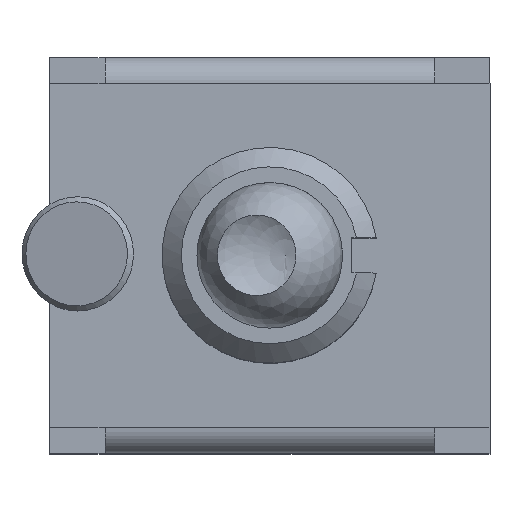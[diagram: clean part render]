
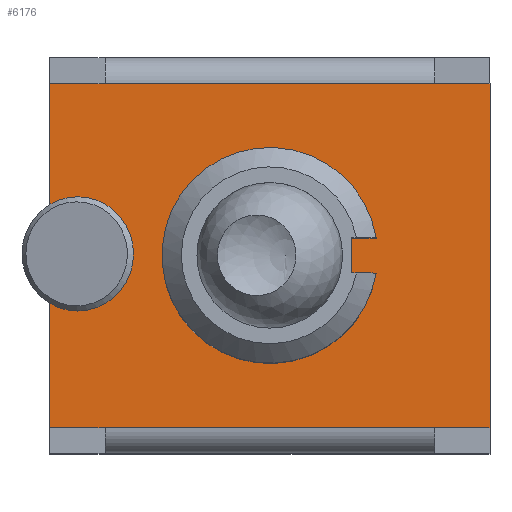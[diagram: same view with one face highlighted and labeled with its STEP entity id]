
A CAD part, top view. The second image highlights one B-rep face of the part: STEP entity #6176.
In plain terms, the highlighted planar face has unit normal (0, 0, 1).
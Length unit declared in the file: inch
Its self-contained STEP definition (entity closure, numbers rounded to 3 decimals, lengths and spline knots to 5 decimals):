
#18=FACE_BOUND('',#2366,.T.);
#250=PLANE('',#6607);
#577=LINE('',#9172,#1313);
#578=LINE('',#9180,#1314);
#593=LINE('',#9213,#1329);
#596=LINE('',#9217,#1332);
#598=LINE('',#9220,#1334);
#601=LINE('',#9226,#1337);
#603=LINE('',#9229,#1339);
#604=LINE('',#9231,#1340);
#695=LINE('',#9436,#1431);
#696=LINE('',#9438,#1432);
#697=LINE('',#9440,#1433);
#1313=VECTOR('',#7318,0.3937);
#1314=VECTOR('',#7327,0.3937);
#1329=VECTOR('',#7350,0.3937);
#1332=VECTOR('',#7355,0.3937);
#1334=VECTOR('',#7359,0.3937);
#1337=VECTOR('',#7364,0.3937);
#1339=VECTOR('',#7368,0.3937);
#1340=VECTOR('',#7371,0.3937);
#1431=VECTOR('',#7582,0.3937);
#1432=VECTOR('',#7583,0.3937);
#1433=VECTOR('',#7584,0.3937);
#2003=FACE_OUTER_BOUND('',#2365,.T.);
#2365=EDGE_LOOP('',(#4818,#4819,#4820,#4821,#4822,#4823,#4824,#4825));
#2366=EDGE_LOOP('',(#4826,#4827,#4828,#4829));
#2657=CIRCLE('',#6608,0.12244);
#2894=VERTEX_POINT('',#9168);
#2895=VERTEX_POINT('',#9170);
#2897=VERTEX_POINT('',#9177);
#2898=VERTEX_POINT('',#9179);
#2911=VERTEX_POINT('',#9211);
#2912=VERTEX_POINT('',#9212);
#2913=VERTEX_POINT('',#9222);
#2914=VERTEX_POINT('',#9224);
#2967=VERTEX_POINT('',#9434);
#2968=VERTEX_POINT('',#9435);
#2969=VERTEX_POINT('',#9437);
#2970=VERTEX_POINT('',#9439);
#3516=EDGE_CURVE('',#2894,#2895,#577,.T.);
#3519=EDGE_CURVE('',#2897,#2898,#578,.T.);
#3535=EDGE_CURVE('',#2911,#2912,#593,.T.);
#3538=EDGE_CURVE('',#2895,#2911,#596,.T.);
#3540=EDGE_CURVE('',#2898,#2912,#598,.T.);
#3543=EDGE_CURVE('',#2913,#2914,#601,.T.);
#3545=EDGE_CURVE('',#2894,#2914,#603,.T.);
#3546=EDGE_CURVE('',#2897,#2913,#604,.T.);
#3645=EDGE_CURVE('',#2967,#2968,#695,.T.);
#3646=EDGE_CURVE('',#2968,#2969,#696,.T.);
#3647=EDGE_CURVE('',#2969,#2970,#697,.T.);
#3648=EDGE_CURVE('',#2970,#2967,#2657,.T.);
#4818=ORIENTED_EDGE('',*,*,#3516,.T.);
#4819=ORIENTED_EDGE('',*,*,#3538,.T.);
#4820=ORIENTED_EDGE('',*,*,#3535,.T.);
#4821=ORIENTED_EDGE('',*,*,#3540,.F.);
#4822=ORIENTED_EDGE('',*,*,#3519,.F.);
#4823=ORIENTED_EDGE('',*,*,#3546,.T.);
#4824=ORIENTED_EDGE('',*,*,#3543,.T.);
#4825=ORIENTED_EDGE('',*,*,#3545,.F.);
#4826=ORIENTED_EDGE('',*,*,#3645,.T.);
#4827=ORIENTED_EDGE('',*,*,#3646,.T.);
#4828=ORIENTED_EDGE('',*,*,#3647,.T.);
#4829=ORIENTED_EDGE('',*,*,#3648,.T.);
#6176=ADVANCED_FACE('',(#2003,#18),#250,.T.);
#6607=AXIS2_PLACEMENT_3D('',#9433,#7580,#7581);
#6608=AXIS2_PLACEMENT_3D('',#9441,#7585,#7586);
#7318=DIRECTION('',(1.,0.,0.));
#7327=DIRECTION('',(1.,0.,0.));
#7350=DIRECTION('',(0.,1.,0.));
#7355=DIRECTION('',(1.,0.,0.));
#7359=DIRECTION('',(1.,0.,0.));
#7364=DIRECTION('',(0.,-1.,0.));
#7368=DIRECTION('',(-1.,0.,0.));
#7371=DIRECTION('',(-1.,0.,0.));
#7580=DIRECTION('center_axis',(0.,0.,
1.));
#7581=DIRECTION('ref_axis',(1.,0.,0.));
#7582=DIRECTION('',(-1.,0.,0.));
#7583=DIRECTION('',(0.,-1.,0.));
#7584=DIRECTION('',(1.,0.,0.));
#7585=DIRECTION('center_axis',(0.,0.,
-1.));
#7586=DIRECTION('ref_axis',(0.986,0.164,0.));
#9168=CARTESIAN_POINT('',(-0.18701,-0.19508,0.35));
#9170=CARTESIAN_POINT('',(0.18701,-0.19508,0.35));
#9172=CARTESIAN_POINT('',(0.,-0.19508,0.35));
#9177=CARTESIAN_POINT('',(-0.18701,0.19508,0.35));
#9179=CARTESIAN_POINT('',(0.18701,0.19508,0.35));
#9180=CARTESIAN_POINT('',(0.,0.19508,0.35));
#9211=CARTESIAN_POINT('',(0.25,-0.19508,0.35));
#9212=CARTESIAN_POINT('',(0.25,0.19508,0.35));
#9213=CARTESIAN_POINT('',(0.25,-0.19508,0.35));
#9217=CARTESIAN_POINT('',(0.18701,-0.19508,0.35));
#9220=CARTESIAN_POINT('',(0.18701,0.19508,0.35));
#9222=CARTESIAN_POINT('',(-0.25,0.19508,0.35));
#9224=CARTESIAN_POINT('',(-0.25,-0.19508,0.35));
#9226=CARTESIAN_POINT('',(-0.25,-0.19508,0.35));
#9229=CARTESIAN_POINT('',(-0.18701,-0.19508,0.35));
#9231=CARTESIAN_POINT('',(-0.18701,0.19508,0.35));
#9433=CARTESIAN_POINT('Origin',(0.,0.19508,
0.35));
#9434=CARTESIAN_POINT('',(0.12078,0.02008,0.35));
#9435=CARTESIAN_POINT('',(0.09283,0.02008,0.35));
#9436=CARTESIAN_POINT('',(0.06039,0.02008,0.35));
#9437=CARTESIAN_POINT('',(0.09283,-0.02008,0.35));
#9438=CARTESIAN_POINT('',(0.09283,0.10758,0.35));
#9439=CARTESIAN_POINT('',(0.12078,-0.02008,0.35));
#9440=CARTESIAN_POINT('',(0.04642,-0.02008,0.35));
#9441=CARTESIAN_POINT('Origin',(0.,0.,
0.35));
